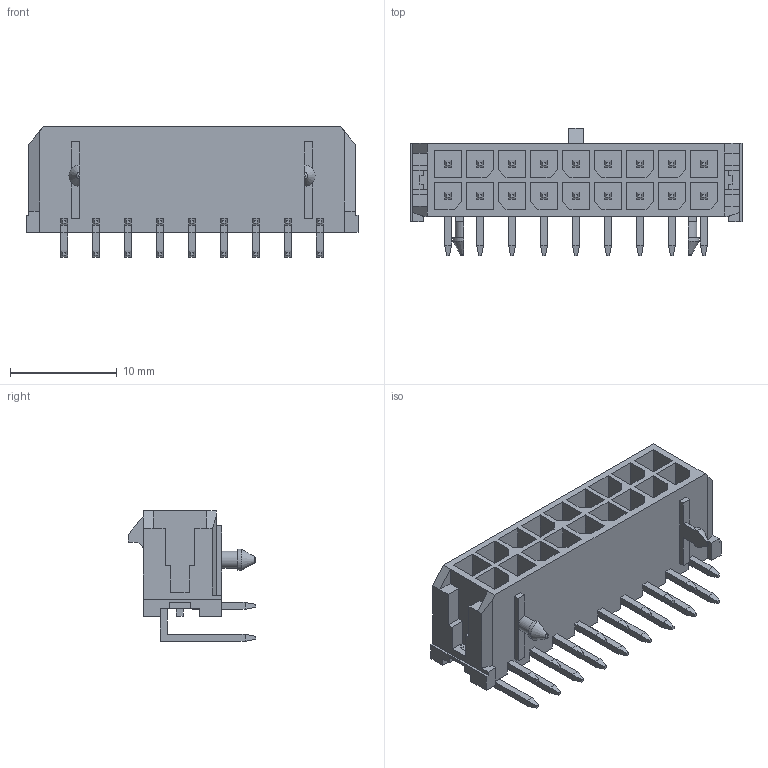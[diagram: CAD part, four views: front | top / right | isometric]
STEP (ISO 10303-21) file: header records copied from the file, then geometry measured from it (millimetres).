
FILE_DESCRIPTION((''),'2;1');
FILE_NAME('430451800','2014-09-03T',('me'),(''),'PRO/ENGINEER BY PARAMETRIC TECHNOLOGY CORPORATION, 2011490','PRO/ENGINEER BY PARAMETRIC TECHNOLOGY CORPORATION, 2011490','');
FILE_SCHEMA(('CONFIG_CONTROL_DESIGN'));
Length unit declared in the file: millimetre
Products named in the file (1): 430451800
Bounding box: 31.15 x 11.95 x 12.24 mm (x, y, z)
Volume: 1264.7 mm3; surface area: 3052.2 mm2
Topology: 1 solids, 1 shells, 775 faces, 1961 edges, 1231 vertices
Faces by surface type: plane 766, cylinder 5, cone 2, bspline 2
Entity records: 22512 total; most frequent: CARTESIAN_POINT 3976, ORIENTED_EDGE 3836, DIRECTION 3569, EDGE_CURVE 1918, VECTOR 1901, LINE 1901, VERTEX_POINT 1185, AXIS2_PLACEMENT_3D 834
